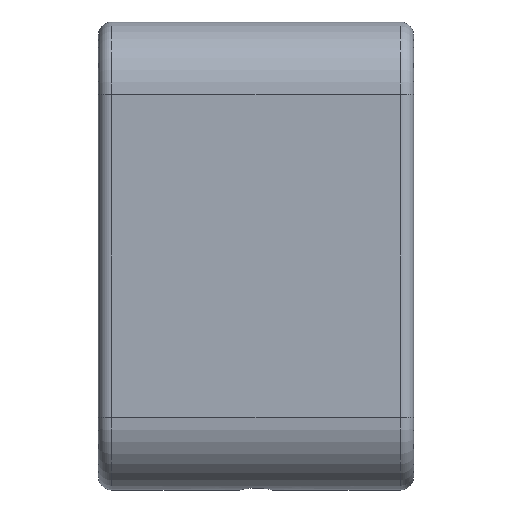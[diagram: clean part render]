
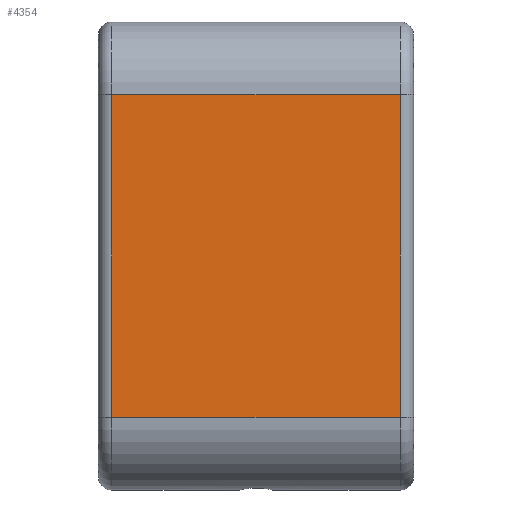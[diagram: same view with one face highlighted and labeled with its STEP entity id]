
A CAD part, front view. The second image highlights one B-rep face of the part: STEP entity #4354.
In plain terms, the highlighted planar face has unit normal (0, -1, 0).
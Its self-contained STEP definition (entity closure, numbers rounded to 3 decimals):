
#150 = EDGE_CURVE ( 'NONE', #3892, #831, #3505, .T. ) ;
#208 = CARTESIAN_POINT ( 'NONE',  ( 47.8, 6.937, 70.414 ) ) ;
#418 = DIRECTION ( 'NONE',  ( -1., 0., 0. ) ) ;
#466 = EDGE_LOOP ( 'NONE', ( #3895, #1343, #887, #3602 ) ) ;
#504 = VECTOR ( 'NONE', #418, 1000. ) ;
#513 = AXIS2_PLACEMENT_3D ( 'NONE', #208, #1227, #4059 ) ;
#607 = CARTESIAN_POINT ( 'NONE',  ( 45.8, 6.937, 70.414 ) ) ;
#753 = VECTOR ( 'NONE', #924, 1000. ) ;
#831 = VERTEX_POINT ( 'NONE', #1191 ) ;
#868 = CARTESIAN_POINT ( 'NONE',  ( 47.8, 6.937, 21.414 ) ) ;
#887 = ORIENTED_EDGE ( 'NONE', *, *, #4343, .F. ) ;
#924 = DIRECTION ( 'NONE',  ( -1., 0., 0. ) ) ;
#1191 = CARTESIAN_POINT ( 'NONE',  ( 2., 6.937, 70.414 ) ) ;
#1227 = DIRECTION ( 'NONE',  ( 0., 1., 0. ) ) ;
#1343 = ORIENTED_EDGE ( 'NONE', *, *, #4409, .T. ) ;
#1416 = LINE ( 'NONE', #2679, #1751 ) ;
#1468 = FACE_OUTER_BOUND ( 'NONE', #466, .T. ) ;
#1751 = VECTOR ( 'NONE', #2397, 1000. ) ;
#2153 = LINE ( 'NONE', #868, #753 ) ;
#2165 = VERTEX_POINT ( 'NONE', #2881 ) ;
#2175 = CARTESIAN_POINT ( 'NONE',  ( 45.8, 6.937, 70.414 ) ) ;
#2397 = DIRECTION ( 'NONE',  ( 0., 0., -1. ) ) ;
#2593 = VECTOR ( 'NONE', #2687, 1000. ) ;
#2597 = CARTESIAN_POINT ( 'NONE',  ( 2., 6.937, 21.414 ) ) ;
#2679 = CARTESIAN_POINT ( 'NONE',  ( 2., 6.937, 70.414 ) ) ;
#2687 = DIRECTION ( 'NONE',  ( 0., 0., 1. ) ) ;
#2881 = CARTESIAN_POINT ( 'NONE',  ( 45.8, 6.937, 21.414 ) ) ;
#3066 = LINE ( 'NONE', #607, #2593 ) ;
#3090 = EDGE_CURVE ( 'NONE', #2165, #3892, #3066, .T. ) ;
#3505 = LINE ( 'NONE', #4233, #504 ) ;
#3602 = ORIENTED_EDGE ( 'NONE', *, *, #3090, .T. ) ;
#3892 = VERTEX_POINT ( 'NONE', #2175 ) ;
#3895 = ORIENTED_EDGE ( 'NONE', *, *, #150, .T. ) ;
#4039 = VERTEX_POINT ( 'NONE', #2597 ) ;
#4059 = DIRECTION ( 'NONE',  ( 0., 0., 1. ) ) ;
#4233 = CARTESIAN_POINT ( 'NONE',  ( 47.8, 6.937, 70.414 ) ) ;
#4343 = EDGE_CURVE ( 'NONE', #2165, #4039, #2153, .T. ) ;
#4354 = ADVANCED_FACE ( 'NONE', ( #1468 ), #4370, .F. ) ;
#4370 = PLANE ( 'NONE',  #513 ) ;
#4409 = EDGE_CURVE ( 'NONE', #831, #4039, #1416, .T. ) ;
